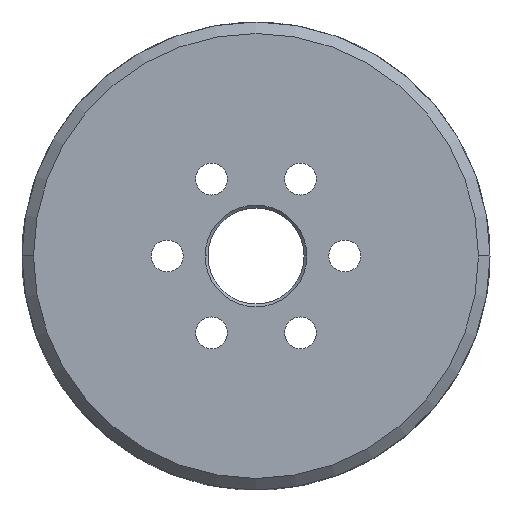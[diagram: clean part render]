
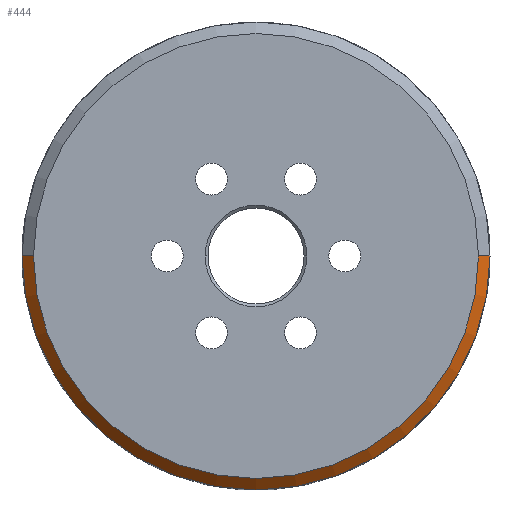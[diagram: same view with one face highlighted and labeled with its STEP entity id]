
A CAD part, top view. The second image highlights one B-rep face of the part: STEP entity #444.
In plain terms, the highlighted conical face has half-angle 45 degrees and reference radius 58.864 mm.
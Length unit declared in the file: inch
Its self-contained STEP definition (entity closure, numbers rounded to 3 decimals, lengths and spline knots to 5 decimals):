
#161 = EDGE_CURVE ( 'NONE', #439, #1826, #1865, .T. ) ;
#162 = LINE ( 'NONE', #1237, #1198 ) ;
#213 = EDGE_CURVE ( 'NONE', #1826, #1881, #162, .T. ) ;
#222 = EDGE_LOOP ( 'NONE', ( #1091, #2223, #926, #1217 ) ) ;
#224 = CARTESIAN_POINT ( 'NONE',  ( 0., 0., -0.12 ) ) ;
#439 = VERTEX_POINT ( 'NONE', #907 ) ;
#444 = ADVANCED_FACE ( 'NONE', ( #1333 ), #2582, .T. ) ;
#521 = CARTESIAN_POINT ( 'NONE',  ( 0., 0., 0. ) ) ;
#707 = DIRECTION ( 'NONE',  ( 0., 0., -1. ) ) ;
#708 = EDGE_CURVE ( 'NONE', #439, #981, #1264, .T. ) ;
#741 = CARTESIAN_POINT ( 'NONE',  ( 0., 0., 0. ) ) ;
#907 = CARTESIAN_POINT ( 'NONE',  ( -2.3175, 0., 0. ) ) ;
#926 = ORIENTED_EDGE ( 'NONE', *, *, #708, .T. ) ;
#981 = VERTEX_POINT ( 'NONE', #1909 ) ;
#1026 = AXIS2_PLACEMENT_3D ( 'NONE', #521, #1367, #2231 ) ;
#1068 = EDGE_CURVE ( 'NONE', #1881, #981, #1339, .T. ) ;
#1091 = ORIENTED_EDGE ( 'NONE', *, *, #213, .F. ) ;
#1158 = AXIS2_PLACEMENT_3D ( 'NONE', #741, #707, #1975 ) ;
#1198 = VECTOR ( 'NONE', #1459, 39.37008 ) ;
#1205 = AXIS2_PLACEMENT_3D ( 'NONE', #224, #2387, #2171 ) ;
#1217 = ORIENTED_EDGE ( 'NONE', *, *, #1068, .F. ) ;
#1237 = CARTESIAN_POINT ( 'NONE',  ( 2.3175, 0., 0. ) ) ;
#1264 = LINE ( 'NONE', #2115, #1386 ) ;
#1333 = FACE_OUTER_BOUND ( 'NONE', #222, .T. ) ;
#1339 = CIRCLE ( 'NONE', #1205, 2.4375 ) ;
#1367 = DIRECTION ( 'NONE',  ( 0., 0., 1. ) ) ;
#1386 = VECTOR ( 'NONE', #2098, 39.37008 ) ;
#1459 = DIRECTION ( 'NONE',  ( 0.707, 0., -0.707 ) ) ;
#1826 = VERTEX_POINT ( 'NONE', #2755 ) ;
#1865 = CIRCLE ( 'NONE', #1026, 2.3175 ) ;
#1881 = VERTEX_POINT ( 'NONE', #2560 ) ;
#1909 = CARTESIAN_POINT ( 'NONE',  ( -2.4375, 0., -0.12 ) ) ;
#1975 = DIRECTION ( 'NONE',  ( -1., 0., 0. ) ) ;
#2098 = DIRECTION ( 'NONE',  ( -0.707, 0., -0.707 ) ) ;
#2115 = CARTESIAN_POINT ( 'NONE',  ( -2.3175, 0., 0. ) ) ;
#2171 = DIRECTION ( 'NONE',  ( -1., 0., 0. ) ) ;
#2223 = ORIENTED_EDGE ( 'NONE', *, *, #161, .F. ) ;
#2231 = DIRECTION ( 'NONE',  ( -1., 0., 0. ) ) ;
#2387 = DIRECTION ( 'NONE',  ( 0., 0., -1. ) ) ;
#2560 = CARTESIAN_POINT ( 'NONE',  ( 2.4375, 0., -0.12 ) ) ;
#2582 = CONICAL_SURFACE ( 'NONE', #1158, 2.3175, 0.785 ) ;
#2755 = CARTESIAN_POINT ( 'NONE',  ( 2.3175, 0., 0. ) ) ;
